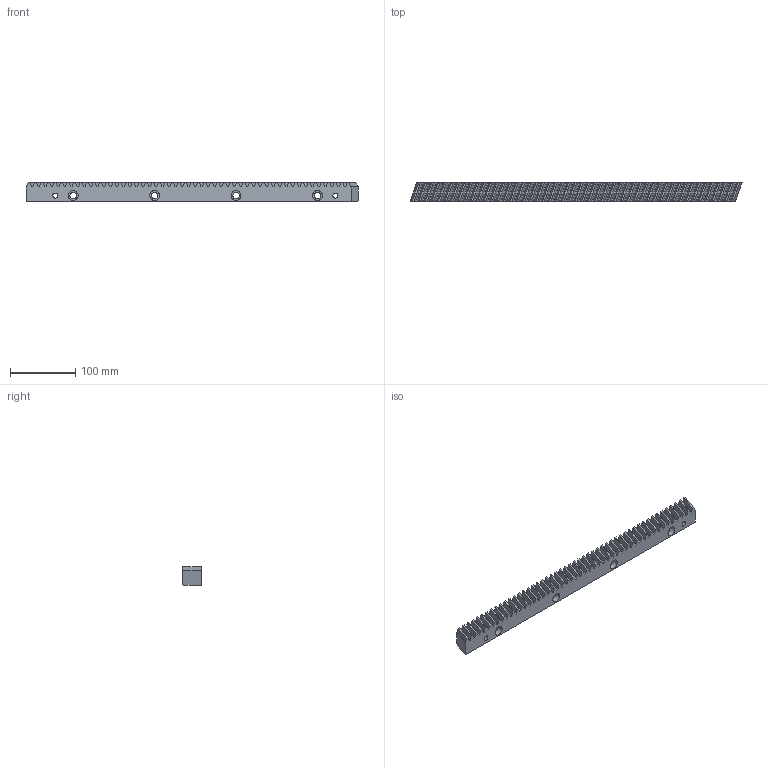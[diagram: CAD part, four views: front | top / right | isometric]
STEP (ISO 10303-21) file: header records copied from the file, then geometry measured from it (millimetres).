
FILE_DESCRIPTION(('STEP AP214'),'1');
FILE_NAME('143-030-205.stp','2017-08-23T12:05:23',('TraceParts'),('TraceParts S.A.'),'Spatial InterOp 3D',' ',' ');
FILE_SCHEMA(('automotive_design'));
Length unit declared in the file: millimetre
Products named in the file (1): 143-030-205
Bounding box: 509.6 x 29 x 29 mm (x, y, z)
Volume: 357608.2 mm3; surface area: 74871.2 mm2
Topology: 1 solids, 1 shells, 231 faces, 675 edges, 450 vertices
Faces by surface type: plane 211, cylinder 20
Entity records: 9426 total; most frequent: CARTESIAN_POINT 1357, ORIENTED_EDGE 1350, DIRECTION 1179, EDGE_CURVE 675, LINE 635, VECTOR 635, VERTEX_POINT 450, AXIS2_PLACEMENT_3D 272
